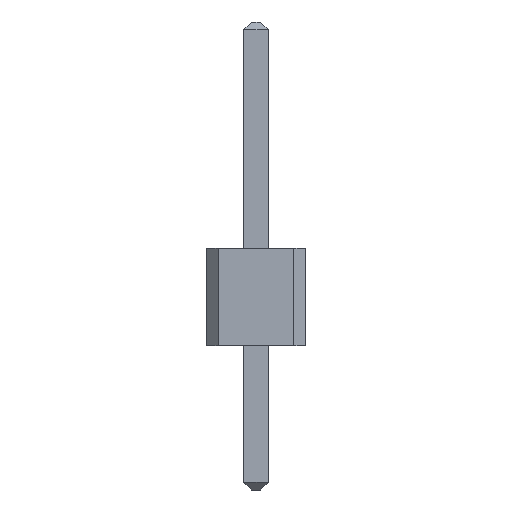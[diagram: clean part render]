
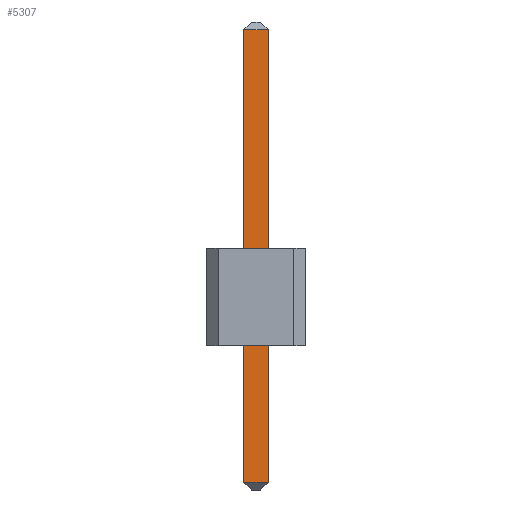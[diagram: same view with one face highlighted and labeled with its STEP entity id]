
A CAD part, left-side view. The second image highlights one B-rep face of the part: STEP entity #5307.
In plain terms, the highlighted planar face has unit normal (-1, 0, 0).
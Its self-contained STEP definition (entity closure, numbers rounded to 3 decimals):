
#5191 = EDGE_CURVE('',#5192,#5194,#5196,.T.);
#5192 = VERTEX_POINT('',#5193);
#5193 = CARTESIAN_POINT('',(-0.315,0.315,0.2));
#5194 = VERTEX_POINT('',#5195);
#5195 = CARTESIAN_POINT('',(-0.315,0.315,11.8));
#5196 = SURFACE_CURVE('',#5197,(#5201,#5213),.PCURVE_S1.);
#5197 = LINE('',#5198,#5199);
#5198 = CARTESIAN_POINT('',(-0.315,0.315,0.));
#5199 = VECTOR('',#5200,1.);
#5200 = DIRECTION('',(0.,0.,1.));
#5201 = PCURVE('',#5202,#5207);
#5202 = PLANE('',#5203);
#5203 = AXIS2_PLACEMENT_3D('',#5204,#5205,#5206);
#5204 = CARTESIAN_POINT('',(-0.315,0.315,0.));
#5205 = DIRECTION('',(0.,1.,0.));
#5206 = DIRECTION('',(1.,0.,0.));
#5207 = DEFINITIONAL_REPRESENTATION('',(#5208),#5212);
#5208 = LINE('',#5209,#5210);
#5209 = CARTESIAN_POINT('',(0.,0.));
#5210 = VECTOR('',#5211,1.);
#5211 = DIRECTION('',(0.,-1.));
#5212 = ( GEOMETRIC_REPRESENTATION_CONTEXT(2) 
PARAMETRIC_REPRESENTATION_CONTEXT() REPRESENTATION_CONTEXT('2D SPACE',''
  ) );
#5213 = PCURVE('',#5214,#5219);
#5214 = PLANE('',#5215);
#5215 = AXIS2_PLACEMENT_3D('',#5216,#5217,#5218);
#5216 = CARTESIAN_POINT('',(-0.315,-0.315,0.));
#5217 = DIRECTION('',(-1.,0.,0.));
#5218 = DIRECTION('',(0.,1.,0.));
#5219 = DEFINITIONAL_REPRESENTATION('',(#5220),#5224);
#5220 = LINE('',#5221,#5222);
#5221 = CARTESIAN_POINT('',(0.63,0.));
#5222 = VECTOR('',#5223,1.);
#5223 = DIRECTION('',(0.,-1.));
#5224 = ( GEOMETRIC_REPRESENTATION_CONTEXT(2) 
PARAMETRIC_REPRESENTATION_CONTEXT() REPRESENTATION_CONTEXT('2D SPACE',''
  ) );
#5307 = ADVANCED_FACE('',(#5308),#5214,.T.);
#5308 = FACE_BOUND('',#5309,.T.);
#5309 = EDGE_LOOP('',(#5310,#5340,#5366,#5367));
#5310 = ORIENTED_EDGE('',*,*,#5311,.T.);
#5311 = EDGE_CURVE('',#5312,#5314,#5316,.T.);
#5312 = VERTEX_POINT('',#5313);
#5313 = CARTESIAN_POINT('',(-0.315,-0.315,0.2));
#5314 = VERTEX_POINT('',#5315);
#5315 = CARTESIAN_POINT('',(-0.315,-0.315,11.8));
#5316 = SURFACE_CURVE('',#5317,(#5321,#5328),.PCURVE_S1.);
#5317 = LINE('',#5318,#5319);
#5318 = CARTESIAN_POINT('',(-0.315,-0.315,0.));
#5319 = VECTOR('',#5320,1.);
#5320 = DIRECTION('',(0.,0.,1.));
#5321 = PCURVE('',#5214,#5322);
#5322 = DEFINITIONAL_REPRESENTATION('',(#5323),#5327);
#5323 = LINE('',#5324,#5325);
#5324 = CARTESIAN_POINT('',(0.,0.));
#5325 = VECTOR('',#5326,1.);
#5326 = DIRECTION('',(0.,-1.));
#5327 = ( GEOMETRIC_REPRESENTATION_CONTEXT(2) 
PARAMETRIC_REPRESENTATION_CONTEXT() REPRESENTATION_CONTEXT('2D SPACE',''
  ) );
#5328 = PCURVE('',#5329,#5334);
#5329 = PLANE('',#5330);
#5330 = AXIS2_PLACEMENT_3D('',#5331,#5332,#5333);
#5331 = CARTESIAN_POINT('',(0.315,-0.315,0.));
#5332 = DIRECTION('',(0.,-1.,0.));
#5333 = DIRECTION('',(-1.,0.,0.));
#5334 = DEFINITIONAL_REPRESENTATION('',(#5335),#5339);
#5335 = LINE('',#5336,#5337);
#5336 = CARTESIAN_POINT('',(0.63,0.));
#5337 = VECTOR('',#5338,1.);
#5338 = DIRECTION('',(0.,-1.));
#5339 = ( GEOMETRIC_REPRESENTATION_CONTEXT(2) 
PARAMETRIC_REPRESENTATION_CONTEXT() REPRESENTATION_CONTEXT('2D SPACE',''
  ) );
#5340 = ORIENTED_EDGE('',*,*,#5341,.T.);
#5341 = EDGE_CURVE('',#5314,#5194,#5342,.T.);
#5342 = SURFACE_CURVE('',#5343,(#5347,#5354),.PCURVE_S1.);
#5343 = LINE('',#5344,#5345);
#5344 = CARTESIAN_POINT('',(-0.315,-0.315,11.8));
#5345 = VECTOR('',#5346,1.);
#5346 = DIRECTION('',(0.,1.,0.));
#5347 = PCURVE('',#5214,#5348);
#5348 = DEFINITIONAL_REPRESENTATION('',(#5349),#5353);
#5349 = LINE('',#5350,#5351);
#5350 = CARTESIAN_POINT('',(0.,-11.8));
#5351 = VECTOR('',#5352,1.);
#5352 = DIRECTION('',(1.,0.));
#5353 = ( GEOMETRIC_REPRESENTATION_CONTEXT(2) 
PARAMETRIC_REPRESENTATION_CONTEXT() REPRESENTATION_CONTEXT('2D SPACE',''
  ) );
#5354 = PCURVE('',#5355,#5360);
#5355 = PLANE('',#5356);
#5356 = AXIS2_PLACEMENT_3D('',#5357,#5358,#5359);
#5357 = CARTESIAN_POINT('',(-0.215,-0.315,11.9));
#5358 = DIRECTION('',(-0.707,0.,0.707
    ));
#5359 = DIRECTION('',(0.,-1.,0.));
#5360 = DEFINITIONAL_REPRESENTATION('',(#5361),#5365);
#5361 = LINE('',#5362,#5363);
#5362 = CARTESIAN_POINT('',(-0.,-0.141));
#5363 = VECTOR('',#5364,1.);
#5364 = DIRECTION('',(-1.,0.));
#5365 = ( GEOMETRIC_REPRESENTATION_CONTEXT(2) 
PARAMETRIC_REPRESENTATION_CONTEXT() REPRESENTATION_CONTEXT('2D SPACE',''
  ) );
#5366 = ORIENTED_EDGE('',*,*,#5191,.F.);
#5367 = ORIENTED_EDGE('',*,*,#5368,.F.);
#5368 = EDGE_CURVE('',#5312,#5192,#5369,.T.);
#5369 = SURFACE_CURVE('',#5370,(#5374,#5381),.PCURVE_S1.);
#5370 = LINE('',#5371,#5372);
#5371 = CARTESIAN_POINT('',(-0.315,-0.315,0.2));
#5372 = VECTOR('',#5373,1.);
#5373 = DIRECTION('',(0.,1.,0.));
#5374 = PCURVE('',#5214,#5375);
#5375 = DEFINITIONAL_REPRESENTATION('',(#5376),#5380);
#5376 = LINE('',#5377,#5378);
#5377 = CARTESIAN_POINT('',(0.,-0.2));
#5378 = VECTOR('',#5379,1.);
#5379 = DIRECTION('',(1.,0.));
#5380 = ( GEOMETRIC_REPRESENTATION_CONTEXT(2) 
PARAMETRIC_REPRESENTATION_CONTEXT() REPRESENTATION_CONTEXT('2D SPACE',''
  ) );
#5381 = PCURVE('',#5382,#5387);
#5382 = PLANE('',#5383);
#5383 = AXIS2_PLACEMENT_3D('',#5384,#5385,#5386);
#5384 = CARTESIAN_POINT('',(-0.215,-0.315,0.1));
#5385 = DIRECTION('',(0.707,0.,0.707));
#5386 = DIRECTION('',(0.,-1.,0.));
#5387 = DEFINITIONAL_REPRESENTATION('',(#5388),#5392);
#5388 = LINE('',#5389,#5390);
#5389 = CARTESIAN_POINT('',(-0.,-0.141));
#5390 = VECTOR('',#5391,1.);
#5391 = DIRECTION('',(-1.,0.));
#5392 = ( GEOMETRIC_REPRESENTATION_CONTEXT(2) 
PARAMETRIC_REPRESENTATION_CONTEXT() REPRESENTATION_CONTEXT('2D SPACE',''
  ) );
